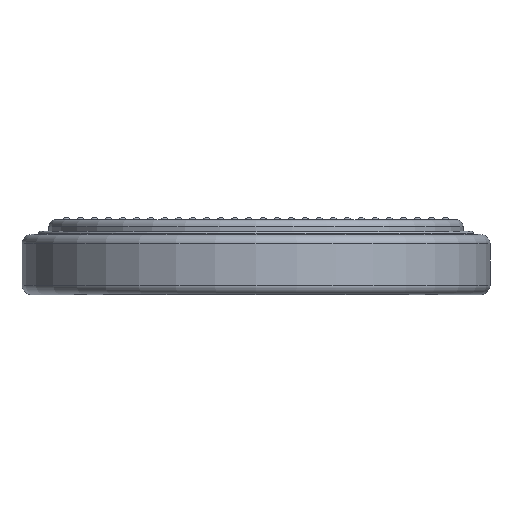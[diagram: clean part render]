
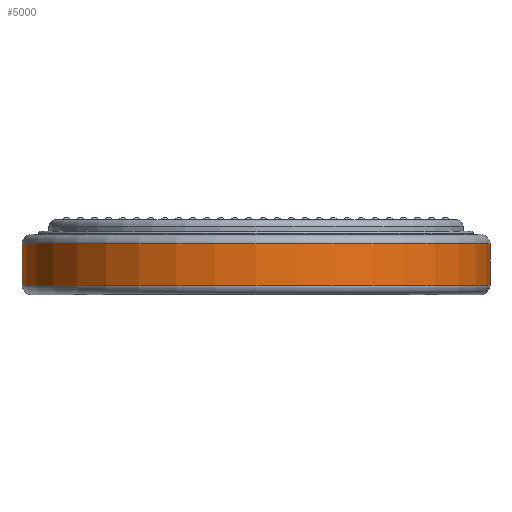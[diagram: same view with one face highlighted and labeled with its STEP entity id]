
A CAD part, front view. The second image highlights one B-rep face of the part: STEP entity #5000.
In plain terms, the highlighted cylindrical face has radius 10 mm (diameter 20 mm), a partial arc.
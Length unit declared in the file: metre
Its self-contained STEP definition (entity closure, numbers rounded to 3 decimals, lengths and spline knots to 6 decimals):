
#594 = ORIENTED_EDGE ( 'NONE', *, *, #33968, .T. ) ;
#1461 = ORIENTED_EDGE ( 'NONE', *, *, #34484, .F. ) ;
#2971 = VERTEX_POINT ( 'NONE', #20468 ) ;
#4004 = CARTESIAN_POINT ( 'NONE',  ( 0.01, 0., 0.00257 ) ) ;
#5000 = ADVANCED_FACE ( 'NONE', ( #42548 ), #7373, .T. ) ;
#5963 = DIRECTION ( 'NONE',  ( 1., 0., 0. ) ) ;
#7373 = CYLINDRICAL_SURFACE ( 'NONE', #34938, 0.01 ) ;
#9246 = DIRECTION ( 'NONE',  ( 0., 0., 1. ) ) ;
#10695 = LINE ( 'NONE', #14248, #20230 ) ;
#10904 = DIRECTION ( 'NONE',  ( -1., 0., 0. ) ) ;
#13226 = DIRECTION ( 'NONE',  ( 0., 0., -1. ) ) ;
#13257 = CARTESIAN_POINT ( 'NONE',  ( 0., 0., 0.0004 ) ) ;
#14248 = CARTESIAN_POINT ( 'NONE',  ( -0.01, 0., 0.00257 ) ) ;
#15077 = CARTESIAN_POINT ( 'NONE',  ( 0.01, 0., 0.00217 ) ) ;
#15128 = ORIENTED_EDGE ( 'NONE', *, *, #33777, .T. ) ;
#17302 = VECTOR ( 'NONE', #18388, 1. ) ;
#18388 = DIRECTION ( 'NONE',  ( 0., 0., -1. ) ) ;
#18612 = LINE ( 'NONE', #4004, #17302 ) ;
#18880 = EDGE_CURVE ( 'NONE', #46089, #25818, #39758, .T. ) ;
#19427 = AXIS2_PLACEMENT_3D ( 'NONE', #24325, #13226, #34463 ) ;
#20230 = VECTOR ( 'NONE', #31714, 1. ) ;
#20468 = CARTESIAN_POINT ( 'NONE',  ( -0.01, 0., 0.0004 ) ) ;
#24325 = CARTESIAN_POINT ( 'NONE',  ( 0., 0., 0.00217 ) ) ;
#25687 = VERTEX_POINT ( 'NONE', #38643 ) ;
#25818 = VERTEX_POINT ( 'NONE', #32484 ) ;
#31714 = DIRECTION ( 'NONE',  ( 0., 0., -1. ) ) ;
#32146 = DIRECTION ( 'NONE',  ( 0., 0., -1. ) ) ;
#32285 = CIRCLE ( 'NONE', #39100, 0.01 ) ;
#32484 = CARTESIAN_POINT ( 'NONE',  ( -0.01, 0., 0.00217 ) ) ;
#33601 = EDGE_LOOP ( 'NONE', ( #1461, #34791, #15128, #594 ) ) ;
#33777 = EDGE_CURVE ( 'NONE', #25818, #2971, #10695, .T. ) ;
#33968 = EDGE_CURVE ( 'NONE', #2971, #25687, #32285, .T. ) ;
#34463 = DIRECTION ( 'NONE',  ( 1., 0., 0. ) ) ;
#34484 = EDGE_CURVE ( 'NONE', #46089, #25687, #18612, .T. ) ;
#34791 = ORIENTED_EDGE ( 'NONE', *, *, #18880, .T. ) ;
#34938 = AXIS2_PLACEMENT_3D ( 'NONE', #46092, #32146, #10904 ) ;
#38643 = CARTESIAN_POINT ( 'NONE',  ( 0.01, 0., 0.0004 ) ) ;
#39100 = AXIS2_PLACEMENT_3D ( 'NONE', #13257, #9246, #5963 ) ;
#39758 = CIRCLE ( 'NONE', #19427, 0.01 ) ;
#42548 = FACE_OUTER_BOUND ( 'NONE', #33601, .T. ) ;
#46089 = VERTEX_POINT ( 'NONE', #15077 ) ;
#46092 = CARTESIAN_POINT ( 'NONE',  ( 0., 0., 0.00257 ) ) ;
